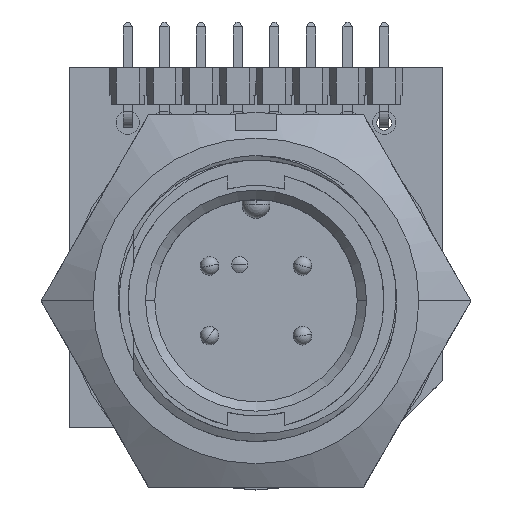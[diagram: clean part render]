
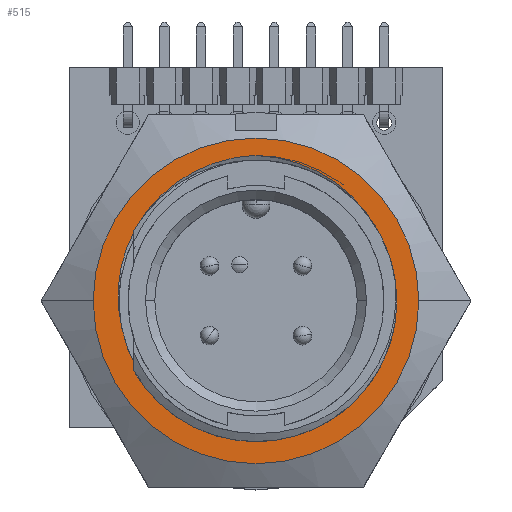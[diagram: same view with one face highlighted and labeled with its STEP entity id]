
A CAD part, top view. The second image highlights one B-rep face of the part: STEP entity #515.
In plain terms, the highlighted planar face has unit normal (0, 0, 1).
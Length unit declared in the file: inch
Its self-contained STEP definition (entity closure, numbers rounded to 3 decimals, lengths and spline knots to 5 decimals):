
#27 = CARTESIAN_POINT ( 'NONE',  ( -0.24611, 0.178, -0.281 ) ) ;
#512 = ORIENTED_EDGE ( 'NONE', *, *, #18564, .F. ) ;
#515 = ADVANCED_FACE ( 'NONE', ( #7433, #1635 ), #14409, .F. ) ;
#1524 = CARTESIAN_POINT ( 'NONE',  ( 0., 0.3125, -0.281 ) ) ;
#1635 = FACE_OUTER_BOUND ( 'NONE', #12800, .T. ) ;
#1740 = CARTESIAN_POINT ( 'NONE',  ( 0.01126, 0.31215, -0.281 ) ) ;
#1855 = CARTESIAN_POINT ( 'NONE',  ( 0.25816, 0.15857, -0.281 ) ) ;
#1905 = DIRECTION ( 'NONE',  ( -1., 0., 0. ) ) ;
#2287 = CARTESIAN_POINT ( 'NONE',  ( -0.29136, -0.04691, -0.281 ) ) ;
#2475 = EDGE_CURVE ( 'NONE', #5354, #20717, #7749, .T. ) ;
#2508 = CARTESIAN_POINT ( 'NONE',  ( -0.20298, 0.22885, -0.281 ) ) ;
#2533 = VERTEX_POINT ( 'NONE', #3790 ) ;
#3682 = CARTESIAN_POINT ( 'NONE',  ( 0., 0., -0.281 ) ) ;
#3790 = CARTESIAN_POINT ( 'NONE',  ( 0., 0.3125, -0.281 ) ) ;
#3922 = CIRCLE ( 'NONE', #7885, 0.35 ) ;
#4325 = CARTESIAN_POINT ( 'NONE',  ( 0.28463, 0.09675, -0.281 ) ) ;
#4383 = DIRECTION ( 'NONE',  ( 0., 0., -1. ) ) ;
#4980 = CARTESIAN_POINT ( 'NONE',  ( -0.14941, 0.26946, -0.281 ) ) ;
#5354 = VERTEX_POINT ( 'NONE', #11838 ) ;
#5939 = DIRECTION ( 'NONE',  ( 0., 0., -1. ) ) ;
#6158 = DIRECTION ( 'NONE',  ( 1., 0., 0. ) ) ;
#6288 = CARTESIAN_POINT ( 'NONE',  ( 0.28876, -0.05788, -0.281 ) ) ;
#6697 = CARTESIAN_POINT ( 'NONE',  ( 0.04473, 0.30804, -0.281 ) ) ;
#6803 = CARTESIAN_POINT ( 'NONE',  ( 0.29673, 0.03074, -0.281 ) ) ;
#6855 = CARTESIAN_POINT ( 'NONE',  ( -0.23094, -0.4, -0.281 ) ) ;
#7349 = CARTESIAN_POINT ( 'NONE',  ( -0.29594, -0.01351, -0.281 ) ) ;
#7433 = FACE_BOUND ( 'NONE', #21190, .T. ) ;
#7461 = CARTESIAN_POINT ( 'NONE',  ( -0.0885, 0.29751, -0.281 ) ) ;
#7749 = CIRCLE ( 'NONE', #29299, 0.2945 ) ;
#7885 = AXIS2_PLACEMENT_3D ( 'NONE', #20687, #5939, #23175 ) ;
#9187 = CARTESIAN_POINT ( 'NONE',  ( 0.08828, 0.29757, -0.281 ) ) ;
#9284 = CARTESIAN_POINT ( 'NONE',  ( 0.29395, -0.03594, -0.281 ) ) ;
#9818 = CARTESIAN_POINT ( 'NONE',  ( -0.2967, 0.03127, -0.281 ) ) ;
#9923 = CARTESIAN_POINT ( 'NONE',  ( -0.02252, 0.3118, -0.281 ) ) ;
#10281 = AXIS2_PLACEMENT_3D ( 'NONE', #6855, #4383, #1905 ) ;
#11633 = CARTESIAN_POINT ( 'NONE',  ( 0.14943, 0.26947, -0.281 ) ) ;
#11838 = CARTESIAN_POINT ( 'NONE',  ( -0.28876, -0.05788, -0.281 ) ) ;
#12284 = CARTESIAN_POINT ( 'NONE',  ( -0.28445, 0.09743, -0.281 ) ) ;
#12800 = EDGE_LOOP ( 'NONE', ( #30533, #512 ) ) ;
#14130 = CARTESIAN_POINT ( 'NONE',  ( 0.20255, 0.22923, -0.281 ) ) ;
#14409 = PLANE ( 'NONE',  #10281 ) ;
#14797 = CARTESIAN_POINT ( 'NONE',  ( -0.25809, 0.15867, -0.281 ) ) ;
#15721 = CARTESIAN_POINT ( 'NONE',  ( 0., 0., -0.281 ) ) ;
#15835 = ORIENTED_EDGE ( 'NONE', *, *, #2475, .F. ) ;
#16438 = CARTESIAN_POINT ( 'NONE',  ( 0.35, 0., -0.281 ) ) ;
#16605 = CARTESIAN_POINT ( 'NONE',  ( 0.24626, 0.1778, -0.281 ) ) ;
#17264 = CARTESIAN_POINT ( 'NONE',  ( -0.21858, 0.21298, -0.281 ) ) ;
#17939 = CIRCLE ( 'NONE', #22267, 0.35 ) ;
#18564 = EDGE_CURVE ( 'NONE', #24466, #28514, #17939, .T. ) ;
#19084 = CARTESIAN_POINT ( 'NONE',  ( 0.27742, 0.11786, -0.281 ) ) ;
#19622 = CARTESIAN_POINT ( 'NONE',  ( -0.28876, -0.05788, -0.281 ) ) ;
#19730 = CARTESIAN_POINT ( 'NONE',  ( -0.16811, 0.25734, -0.281 ) ) ;
#20687 = CARTESIAN_POINT ( 'NONE',  ( 0., 0., -0.281 ) ) ;
#20717 = VERTEX_POINT ( 'NONE', #6288 ) ;
#20909 = DIRECTION ( 'NONE',  ( 0., 0., 1. ) ) ;
#21190 = EDGE_LOOP ( 'NONE', ( #31338, #21432, #15835 ) ) ;
#21210 = EDGE_CURVE ( 'NONE', #5354, #2533, #22110, .T. ) ;
#21432 = ORIENTED_EDGE ( 'NONE', *, *, #27192, .T. ) ;
#21448 = CARTESIAN_POINT ( 'NONE',  ( 0.02246, 0.31119, -0.281 ) ) ;
#21507 = EDGE_CURVE ( 'NONE', #28514, #24466, #3922, .T. ) ;
#21558 = CARTESIAN_POINT ( 'NONE',  ( 0.2943, 0.05334, -0.281 ) ) ;
#22105 = CARTESIAN_POINT ( 'NONE',  ( -0.29331, -0.03584, -0.281 ) ) ;
#22110 = B_SPLINE_CURVE_WITH_KNOTS ( 'NONE', 3,
 ( #19622, #2287, #22105, #7349, #24593, #9818, #27077, #12284, #29539, #14797, #27, #17264, #2508, #19730, #4980, #22215, #7461, #24694, #9923, #27181 ),
 .UNSPECIFIED., .F., .F.,
 ( 4, 2, 2, 2, 2, 2, 2, 2, 2, 4 ),
 ( 0., 0.00086, 0.00171, 0.00343, 0.00514, 0.00685, 0.00856, 0.01028, 0.01199, 0.0137 ),
 .UNSPECIFIED. ) ;
#22215 = CARTESIAN_POINT ( 'NONE',  ( -0.10971, 0.28953, -0.281 ) ) ;
#22267 = AXIS2_PLACEMENT_3D ( 'NONE', #15721, #22772, #26567 ) ;
#22772 = DIRECTION ( 'NONE',  ( 0., 0., -1. ) ) ;
#23175 = DIRECTION ( 'NONE',  ( -1., 0., 0. ) ) ;
#23936 = CARTESIAN_POINT ( 'NONE',  ( 0.0558, 0.30585, -0.281 ) ) ;
#24044 = CARTESIAN_POINT ( 'NONE',  ( 0.29654, -0.01383, -0.281 ) ) ;
#24466 = VERTEX_POINT ( 'NONE', #16438 ) ;
#24593 = CARTESIAN_POINT ( 'NONE',  ( -0.2966, -0.00224, -0.281 ) ) ;
#24694 = CARTESIAN_POINT ( 'NONE',  ( -0.04496, 0.30862, -0.281 ) ) ;
#25852 = CARTESIAN_POINT ( 'NONE',  ( -0.35, 0., -0.281 ) ) ;
#26420 = CARTESIAN_POINT ( 'NONE',  ( 0.1092, 0.28976, -0.281 ) ) ;
#26534 = CARTESIAN_POINT ( 'NONE',  ( 0.28876, -0.05788, -0.281 ) ) ;
#26567 = DIRECTION ( 'NONE',  ( -1., 0., 0. ) ) ;
#27077 = CARTESIAN_POINT ( 'NONE',  ( -0.2943, 0.05346, -0.281 ) ) ;
#27181 = CARTESIAN_POINT ( 'NONE',  ( 0., 0.3125, -0.281 ) ) ;
#27192 = EDGE_CURVE ( 'NONE', #2533, #20717, #28697, .T. ) ;
#28514 = VERTEX_POINT ( 'NONE', #25852 ) ;
#28697 = B_SPLINE_CURVE_WITH_KNOTS ( 'NONE', 3,
 ( #1524, #1740, #21448, #6697, #23936, #9187, #26420, #11633, #28893, #14130, #31359, #16605, #1855, #19084, #4325, #21558, #6803, #24044, #9284, #26534 ),
 .UNSPECIFIED., .F., .F.,
 ( 4, 2, 2, 2, 2, 2, 2, 2, 2, 4 ),
 ( 0., 0.00086, 0.00171, 0.00343, 0.00514, 0.00685, 0.00856, 0.01028, 0.01199, 0.0137 ),
 .UNSPECIFIED. ) ;
#28893 = CARTESIAN_POINT ( 'NONE',  ( 0.16807, 0.25734, -0.281 ) ) ;
#29299 = AXIS2_PLACEMENT_3D ( 'NONE', #3682, #20909, #6158 ) ;
#29539 = CARTESIAN_POINT ( 'NONE',  ( -0.27717, 0.11846, -0.281 ) ) ;
#30533 = ORIENTED_EDGE ( 'NONE', *, *, #21507, .F. ) ;
#31338 = ORIENTED_EDGE ( 'NONE', *, *, #21210, .T. ) ;
#31359 = CARTESIAN_POINT ( 'NONE',  ( 0.21849, 0.2131, -0.281 ) ) ;
